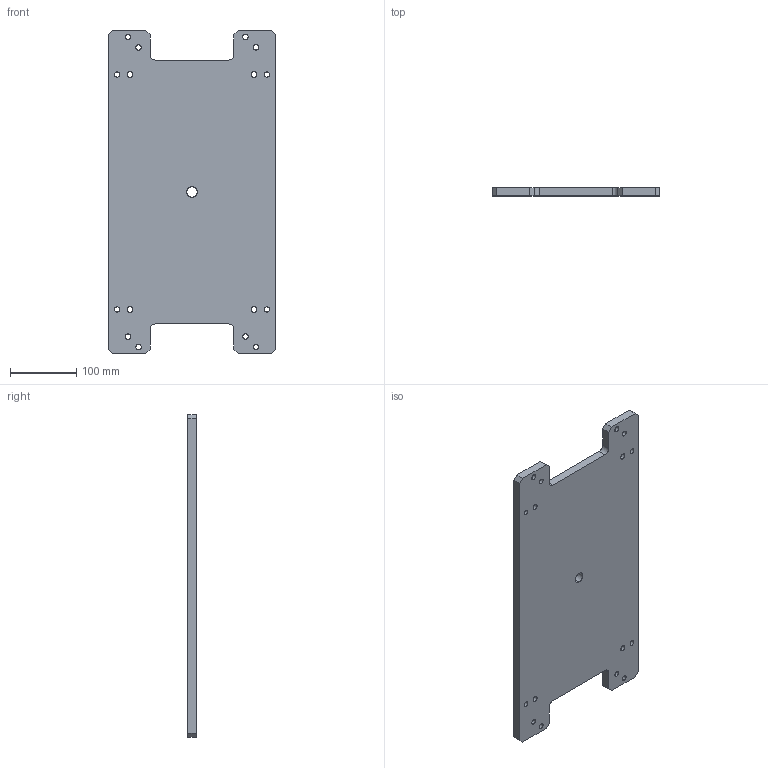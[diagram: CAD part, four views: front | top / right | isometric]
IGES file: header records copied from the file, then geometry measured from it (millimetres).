
Start section: SolidWorks IGES file using analytic representation for surfaces
Global section: file name: D1100842_aLIGO TMS TELE-OPT TABLE INSTALL TOOL, SUPP PLATE.IGS; native system: SolidWorks 2012; preprocessor: SolidWorks 2012; author: kmailand; date: 120918.122717; units: inch
Bounding box: 254 x 12.7 x 488.54 mm (x, y, z)
Surface area: 249748.4 mm2 (no closed solid volume)
Topology: 0 solids, 0 shells, 60 faces, 1424 edges, 1424 vertices
Faces by surface type: revolution 38, bspline 22
